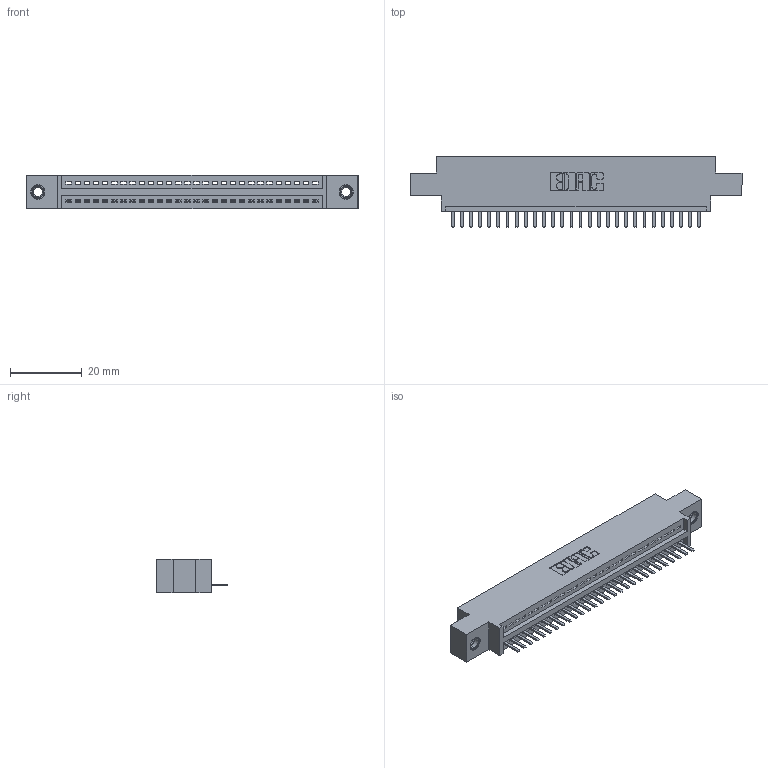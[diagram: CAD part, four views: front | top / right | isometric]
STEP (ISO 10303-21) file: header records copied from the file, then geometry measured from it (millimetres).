
FILE_DESCRIPTION (( 'STEP AP203' ), '1' );
FILE_NAME ('395-028-520-607.STEP', '2018-11-10T08:01:01', ( '' ), ( '' ), 'SwSTEP 2.0', 'SolidWorks 2016', '' );
FILE_SCHEMA (( 'CONFIG_CONTROL_DESIGN' ));
Length unit declared in the file: inch
Products named in the file (4): 345-250-001_345-250-005-103; 395-028-520-607; 345 Part_0.170 Offset - 0.156 Dia-TI; 345-292-001_345-293-120
Assembly tree (31 placements, depth 2):
  395-028-520-607
    345 Part_0.170 Offset - 0.156 Dia-TI
    345-292-001_345-293-120  x28
    345-250-001_345-250-005-103  x2
Bounding box: 92.33 x 19.68 x 9.4 mm (x, y, z)
Volume: 8447.4 mm3; surface area: 10931.1 mm2
Topology: 31 solids, 31 shells, 1926 faces, 5641 edges, 3678 vertices
Faces by surface type: plane 1292, cylinder 618, cone 12, torus 4
Entity records: 24390 total; most frequent: CARTESIAN_POINT 4219, ORIENTED_EDGE 4162, DIRECTION 3719, EDGE_CURVE 2081, LINE 1813, VECTOR 1813, VERTEX_POINT 1380, AXIS2_PLACEMENT_3D 953
